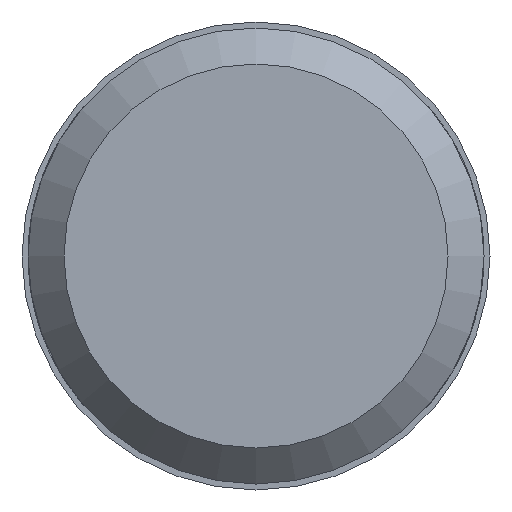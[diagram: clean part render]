
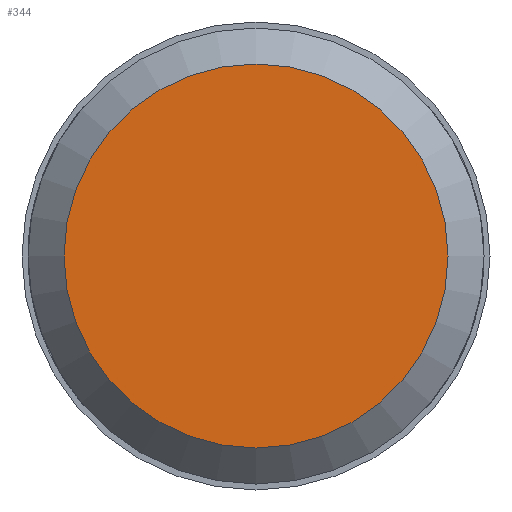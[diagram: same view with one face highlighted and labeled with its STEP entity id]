
A CAD part, front view. The second image highlights one B-rep face of the part: STEP entity #344.
In plain terms, the highlighted planar face has unit normal (0, -1, 0).
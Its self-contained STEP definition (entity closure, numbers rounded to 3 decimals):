
#30=PLANE('',#405);
#85=FACE_OUTER_BOUND('',#138,.T.);
#138=EDGE_LOOP('',(#272));
#168=CIRCLE('',#401,1.6);
#192=VERTEX_POINT('',#590);
#218=EDGE_CURVE('',#192,#192,#168,.T.);
#272=ORIENTED_EDGE('',*,*,#218,.F.);
#344=ADVANCED_FACE('',(#85),#30,.T.);
#401=AXIS2_PLACEMENT_3D('',#591,#501,#502);
#405=AXIS2_PLACEMENT_3D('',#667,#509,#510);
#501=DIRECTION('center_axis',(0.,1.,0.));
#502=DIRECTION('ref_axis',(-1.,0.,0.));
#509=DIRECTION('center_axis',(0.,-1.,0.));
#510=DIRECTION('ref_axis',(-1.,0.,0.));
#590=CARTESIAN_POINT('',(1.6,-4.,0.));
#591=CARTESIAN_POINT('Origin',(0.,-4.,0.));
#667=CARTESIAN_POINT('Origin',(0.,-4.,0.));
